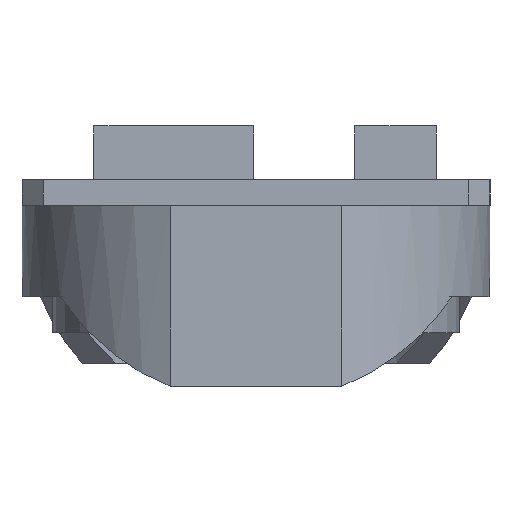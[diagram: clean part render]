
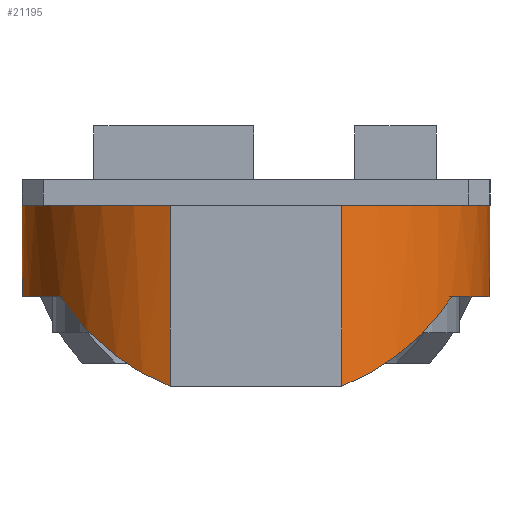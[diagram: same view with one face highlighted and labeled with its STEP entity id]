
A CAD part, left-side view. The second image highlights one B-rep face of the part: STEP entity #21195.
In plain terms, the highlighted cylindrical face has radius 10.9 mm (diameter 21.8 mm), a partial arc.
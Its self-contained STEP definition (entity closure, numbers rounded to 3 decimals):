
#26=ELLIPSE('',#22108,15.415,10.9);
#27=ELLIPSE('',#22110,15.415,10.9);
#28=ELLIPSE('',#22112,15.415,10.9);
#29=ELLIPSE('',#22114,15.415,10.9);
#3078=FACE_OUTER_BOUND('',#4306,.T.);
#4306=EDGE_LOOP('',(#17764,#17765,#17766,#17767,#17768,#17769,#17770,#17771,
#17772,#17773));
#5946=LINE('',#33701,#7925);
#5950=LINE('',#33709,#7929);
#7925=VECTOR('',#24265,1000.);
#7929=VECTOR('',#24273,1000.);
#8829=CIRCLE('',#22103,10.9);
#8830=CIRCLE('',#22109,10.9);
#8831=CIRCLE('',#22111,10.9);
#8832=CIRCLE('',#22113,10.9);
#10055=VERTEX_POINT('',#33691);
#10056=VERTEX_POINT('',#33693);
#10057=VERTEX_POINT('',#33697);
#10060=VERTEX_POINT('',#33707);
#10061=VERTEX_POINT('',#33711);
#10062=VERTEX_POINT('',#33713);
#10063=VERTEX_POINT('',#33715);
#10064=VERTEX_POINT('',#33717);
#10065=VERTEX_POINT('',#33719);
#10066=VERTEX_POINT('',#33721);
#12770=EDGE_CURVE('',#10056,#10055,#8829,.T.);
#12774=EDGE_CURVE('',#10056,#10057,#5946,.T.);
#12778=EDGE_CURVE('',#10060,#10055,#5950,.T.);
#12779=EDGE_CURVE('',#10060,#10061,#26,.T.);
#12780=EDGE_CURVE('',#10061,#10062,#8830,.T.);
#12781=EDGE_CURVE('',#10062,#10063,#27,.T.);
#12782=EDGE_CURVE('',#10063,#10064,#8831,.T.);
#12783=EDGE_CURVE('',#10064,#10065,#28,.T.);
#12784=EDGE_CURVE('',#10065,#10066,#8832,.T.);
#12785=EDGE_CURVE('',#10066,#10057,#29,.T.);
#17764=ORIENTED_EDGE('',*,*,#12770,.T.);
#17765=ORIENTED_EDGE('',*,*,#12778,.F.);
#17766=ORIENTED_EDGE('',*,*,#12779,.T.);
#17767=ORIENTED_EDGE('',*,*,#12780,.T.);
#17768=ORIENTED_EDGE('',*,*,#12781,.T.);
#17769=ORIENTED_EDGE('',*,*,#12782,.T.);
#17770=ORIENTED_EDGE('',*,*,#12783,.T.);
#17771=ORIENTED_EDGE('',*,*,#12784,.T.);
#17772=ORIENTED_EDGE('',*,*,#12785,.T.);
#17773=ORIENTED_EDGE('',*,*,#12774,.F.);
#20451=CYLINDRICAL_SURFACE('',#22107,10.9);
#21195=ADVANCED_FACE('',(#3078),#20451,.T.);
#22103=AXIS2_PLACEMENT_3D('',#33694,#24258,#24259);
#22107=AXIS2_PLACEMENT_3D('',#33710,#24274,#24275);
#22108=AXIS2_PLACEMENT_3D('',#33712,#24276,#24277);
#22109=AXIS2_PLACEMENT_3D('',#33714,#24278,#24279);
#22110=AXIS2_PLACEMENT_3D('',#33716,#24280,#24281);
#22111=AXIS2_PLACEMENT_3D('',#33718,#24282,#24283);
#22112=AXIS2_PLACEMENT_3D('',#33720,#24284,#24285);
#22113=AXIS2_PLACEMENT_3D('',#33722,#24286,#24287);
#22114=AXIS2_PLACEMENT_3D('',#33723,#24288,#24289);
#24258=DIRECTION('center_axis',(0.,0.,1.));
#24259=DIRECTION('ref_axis',(1.,0.,0.));
#24265=DIRECTION('',(0.,0.,1.));
#24273=DIRECTION('',(0.,0.,-1.));
#24274=DIRECTION('center_axis',(0.,0.,1.));
#24275=DIRECTION('ref_axis',(-1.,0.,0.));
#24276=DIRECTION('center_axis',(0.707,0.,-0.707));
#24277=DIRECTION('ref_axis',(0.707,0.,0.707));
#24278=DIRECTION('center_axis',(0.,0.,-1.));
#24279=DIRECTION('ref_axis',(1.,0.,0.));
#24280=DIRECTION('center_axis',(-0.707,0.,
-0.707));
#24281=DIRECTION('ref_axis',(0.707,0.,-0.707));
#24282=DIRECTION('center_axis',(0.,0.,-1.));
#24283=DIRECTION('ref_axis',(1.,0.,0.));
#24284=DIRECTION('center_axis',(-0.707,0.,
-0.707));
#24285=DIRECTION('ref_axis',(0.707,0.,-0.707));
#24286=DIRECTION('center_axis',(0.,0.,-1.));
#24287=DIRECTION('ref_axis',(1.,0.,0.));
#24288=DIRECTION('center_axis',(0.707,0.,
-0.707));
#24289=DIRECTION('ref_axis',(0.707,0.,0.707));
#33691=CARTESIAN_POINT('',(9.034,-4.,0.));
#33693=CARTESIAN_POINT('',(9.034,4.,0.));
#33694=CARTESIAN_POINT('Origin',(-1.105,0.,0.));
#33697=CARTESIAN_POINT('',(9.034,4.,8.43));
#33701=CARTESIAN_POINT('',(9.034,4.,0.));
#33707=CARTESIAN_POINT('',(9.034,-4.,8.43));
#33709=CARTESIAN_POINT('',(9.034,-4.,0.));
#33710=CARTESIAN_POINT('Origin',(-1.105,0.,0.));
#33711=CARTESIAN_POINT('',(4.862,-9.122,4.257));
#33712=CARTESIAN_POINT('Origin',(-1.105,0.,
-1.71));
#33713=CARTESIAN_POINT('',(-5.303,-10.059,4.257));
#33714=CARTESIAN_POINT('Origin',(-1.105,0.,4.257));
#33715=CARTESIAN_POINT('',(-8.396,-8.103,7.35));
#33716=CARTESIAN_POINT('Origin',(-1.105,0.,
0.06));
#33717=CARTESIAN_POINT('',(-8.396,8.103,7.35));
#33718=CARTESIAN_POINT('Origin',(-1.105,0.,7.35));
#33719=CARTESIAN_POINT('',(-5.303,10.059,4.257));
#33720=CARTESIAN_POINT('Origin',(-1.105,0.,
0.06));
#33721=CARTESIAN_POINT('',(4.862,9.122,4.257));
#33722=CARTESIAN_POINT('Origin',(-1.105,0.,4.257));
#33723=CARTESIAN_POINT('Origin',(-1.105,0.,
-1.71));
